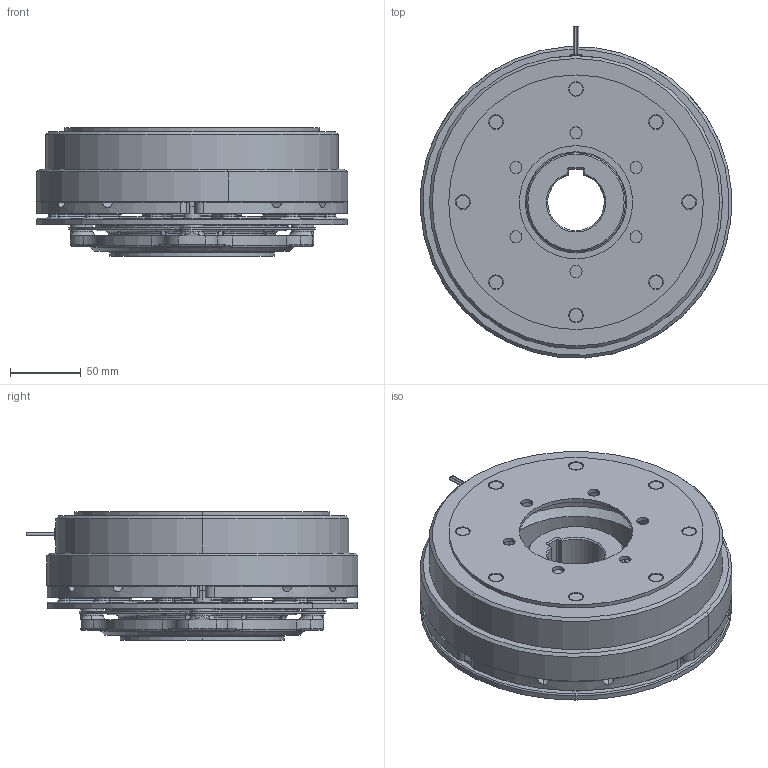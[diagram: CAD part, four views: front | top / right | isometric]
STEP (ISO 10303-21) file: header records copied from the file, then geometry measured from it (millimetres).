
FILE_DESCRIPTION (( 'STEP AP203' ), '1' );
FILE_NAME ('MSB20.STEP', '2017-06-27T23:57:19', ( '新井重治' ), ( '小倉クラッチ' ), 'SwSTEP 2.0', 'SolidWorks 2009', '' );
FILE_SCHEMA (( 'CONFIG_CONTROL_DESIGN' ));
Products named in the file (1): MSB20
Bounding box: 220.02 x 234.61 x 90.8 mm (x, y, z)
Volume: 1983791.9 mm3; surface area: 332699.1 mm2
Topology: 2 solids, 29 shells, 1746 faces, 4352 edges, 2722 vertices
Faces by surface type: cylinder 892, plane 473, torus 241, cone 108, bspline 32
Entity records: 58496 total; most frequent: CARTESIAN_POINT 15662, DIRECTION 9597, ORIENTED_EDGE 8648, EDGE_CURVE 4324, AXIS2_PLACEMENT_3D 3995, VERTEX_POINT 2722, CIRCLE 2280, EDGE_LOOP 1994
